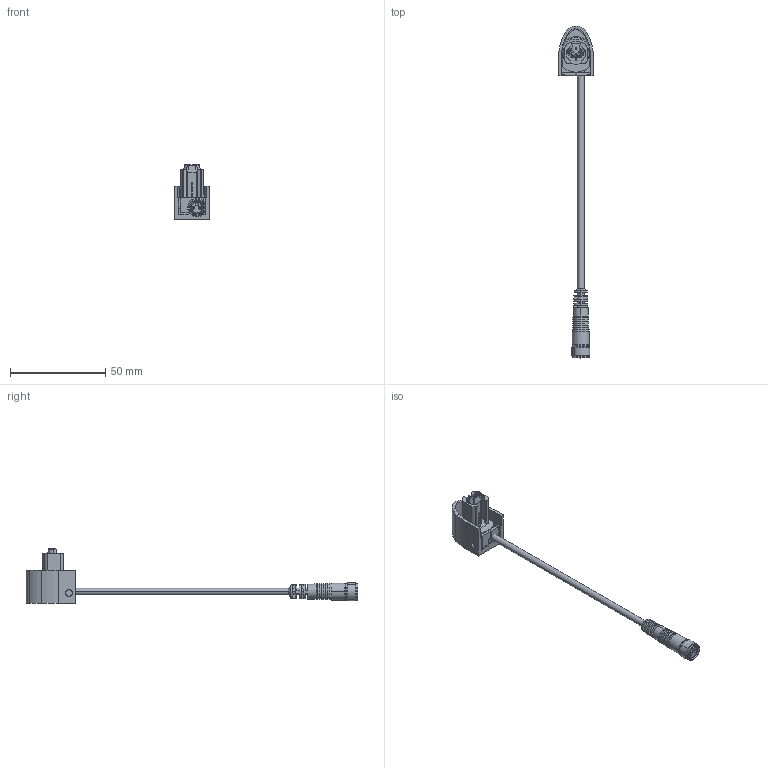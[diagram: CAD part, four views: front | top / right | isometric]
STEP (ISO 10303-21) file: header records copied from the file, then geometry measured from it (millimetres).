
FILE_DESCRIPTION (( 'STEP AP203' ), '1' );
FILE_NAME ('1804-3731_Default.step', '2022-02-03T14:52:22', ( 'Windows User' ), ( '' ), 'SwSTEP 2.0', 'SolidWorks 2021', '' );
FILE_SCHEMA (( 'CONFIG_CONTROL_DESIGN' ));
Length unit declared in the file: inch
Products named in the file (1): 1804-3731_Default
Bounding box: 18.4 x 174 x 28.8 mm (x, y, z)
Volume: 7833.1 mm3; surface area: 10309.8 mm2
Topology: 10 solids, 10 shells, 565 faces, 1447 edges, 913 vertices
Faces by surface type: cylinder 237, plane 184, cone 74, bspline 70
Entity records: 19186 total; most frequent: CARTESIAN_POINT 5535, DIRECTION 2911, ORIENTED_EDGE 2878, EDGE_CURVE 1439, AXIS2_PLACEMENT_3D 1141, VERTEX_POINT 913, CIRCLE 645, LINE 629
